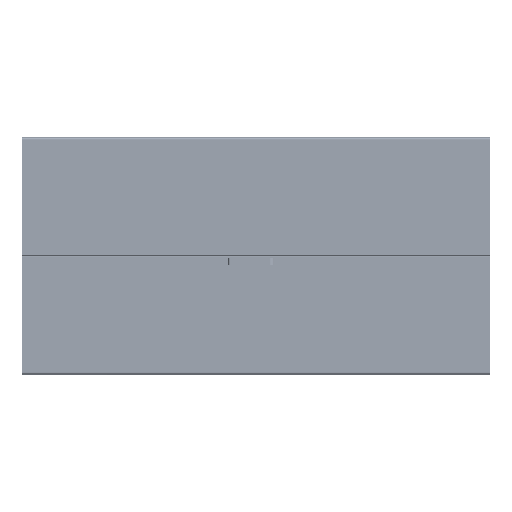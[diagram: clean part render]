
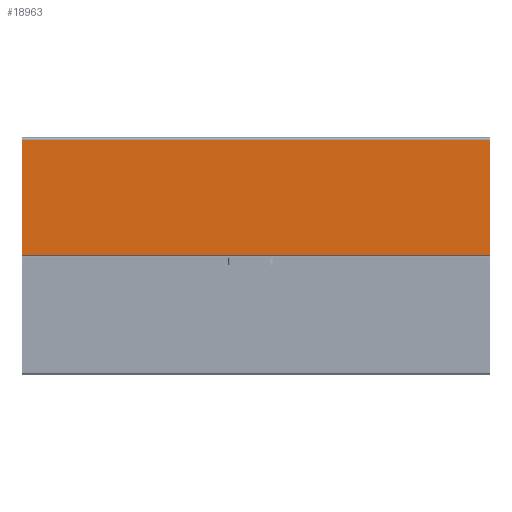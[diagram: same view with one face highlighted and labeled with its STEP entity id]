
A CAD part, top view. The second image highlights one B-rep face of the part: STEP entity #18963.
In plain terms, the highlighted face is planar.
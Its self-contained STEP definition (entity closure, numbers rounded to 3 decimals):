
#11348 = AXIS2_PLACEMENT_3D ( 'NONE', #44396, #44450, #44452 ) ;
#18963 = ADVANCED_FACE ( 'NONE', ( #39583 ), #44388, .F. ) ;
#29073 = VECTOR ( 'NONE', #48874, 1000. ) ;
#29075 = LINE ( 'NONE', #48867, #29073 ) ;
#29078 = VECTOR ( 'NONE', #48888, 1000. ) ;
#29086 = LINE ( 'NONE', #48887, #29078 ) ;
#29087 = LINE ( 'NONE', #48889, #29088 ) ;
#29088 = VECTOR ( 'NONE', #48890, 1000. ) ;
#29089 = LINE ( 'NONE', #48891, #29090 ) ;
#29090 = VECTOR ( 'NONE', #48892, 1000. ) ;
#39583 = FACE_OUTER_BOUND ( 'NONE', #69786, .T. ) ;
#40713 = ORIENTED_EDGE ( 'NONE', *, *, #102457, .T. ) ;
#40714 = ORIENTED_EDGE ( 'NONE', *, *, #102456, .T. ) ;
#40715 = ORIENTED_EDGE ( 'NONE', *, *, #102450, .T. ) ;
#40716 = ORIENTED_EDGE ( 'NONE', *, *, #102458, .T. ) ;
#41565 = CARTESIAN_POINT ( 'NONE',  ( -244.9, -975.49, 0. ) ) ;
#41566 = CARTESIAN_POINT ( 'NONE',  ( -244.9, 975.49, 0. ) ) ;
#41567 = CARTESIAN_POINT ( 'NONE',  ( 237.5, 975.49, 0. ) ) ;
#41568 = CARTESIAN_POINT ( 'NONE',  ( 237.5, -975.49, 0. ) ) ;
#44388 = PLANE ( 'NONE',  #11348 ) ;
#44396 = CARTESIAN_POINT ( 'NONE',  ( 245., -975.5, 0. ) ) ;
#44450 = DIRECTION ( 'NONE',  ( 0., 0., 1. ) ) ;
#44452 = DIRECTION ( 'NONE',  ( 1., 0., 0. ) ) ;
#48867 = CARTESIAN_POINT ( 'NONE',  ( 237.5, 975.49, 0. ) ) ;
#48874 = DIRECTION ( 'NONE',  ( 0., -1., 0. ) ) ;
#48887 = CARTESIAN_POINT ( 'NONE',  ( -245., 975.49, 0. ) ) ;
#48888 = DIRECTION ( 'NONE',  ( 1., 0., 0. ) ) ;
#48889 = CARTESIAN_POINT ( 'NONE',  ( -244.9, -975.49, 0. ) ) ;
#48890 = DIRECTION ( 'NONE',  ( 0., 1., 0. ) ) ;
#48891 = CARTESIAN_POINT ( 'NONE',  ( 245., -975.49, 0. ) ) ;
#48892 = DIRECTION ( 'NONE',  ( -1., 0., 0. ) ) ;
#69786 = EDGE_LOOP ( 'NONE', ( #40713, #40714, #40715, #40716 ) ) ;
#94388 = VERTEX_POINT ( 'NONE', #41565 ) ;
#94389 = VERTEX_POINT ( 'NONE', #41566 ) ;
#94390 = VERTEX_POINT ( 'NONE', #41567 ) ;
#94391 = VERTEX_POINT ( 'NONE', #41568 ) ;
#102450 = EDGE_CURVE ( 'NONE', #94390, #94391, #29075, .T. ) ;
#102456 = EDGE_CURVE ( 'NONE', #94389, #94390, #29086, .T. ) ;
#102457 = EDGE_CURVE ( 'NONE', #94388, #94389, #29087, .T. ) ;
#102458 = EDGE_CURVE ( 'NONE', #94391, #94388, #29089, .T. ) ;
